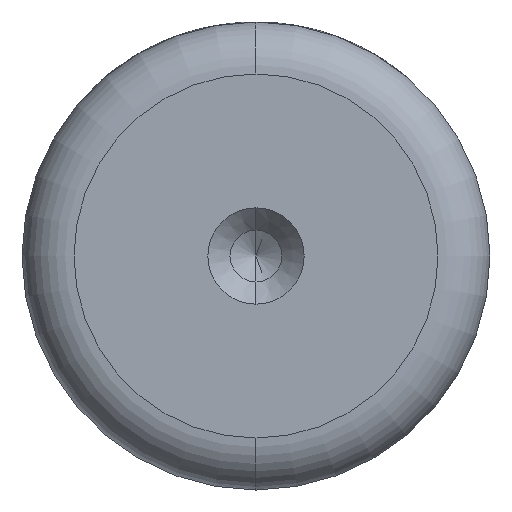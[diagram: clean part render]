
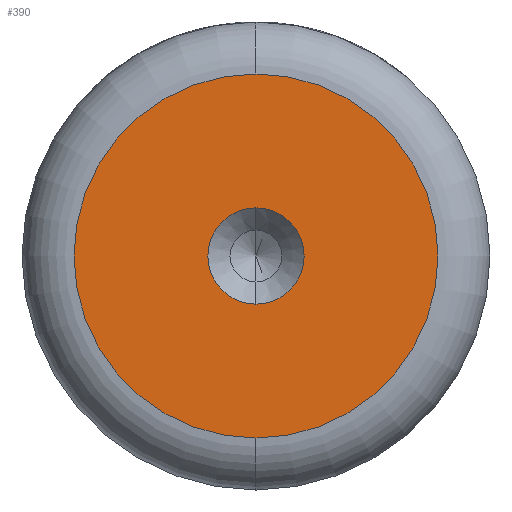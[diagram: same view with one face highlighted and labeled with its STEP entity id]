
A CAD part, left-side view. The second image highlights one B-rep face of the part: STEP entity #390.
In plain terms, the highlighted planar face has unit normal (-1, 0, 0).
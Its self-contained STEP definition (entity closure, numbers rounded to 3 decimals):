
#37 = AXIS2_PLACEMENT_3D ( 'NONE', #289, #705, #72 ) ;
#48 = CARTESIAN_POINT ( 'NONE',  ( 0., 0., 1.85 ) ) ;
#72 = DIRECTION ( 'NONE',  ( 0., 0., 1. ) ) ;
#74 = EDGE_LOOP ( 'NONE', ( #832, #237 ) ) ;
#101 = DIRECTION ( 'NONE',  ( -1., 0., 0. ) ) ;
#213 = ORIENTED_EDGE ( 'NONE', *, *, #488, .T. ) ;
#220 = DIRECTION ( 'NONE',  ( -1., 0., 0. ) ) ;
#234 = VERTEX_POINT ( 'NONE', #684 ) ;
#237 = ORIENTED_EDGE ( 'NONE', *, *, #1123, .F. ) ;
#239 = VERTEX_POINT ( 'NONE', #48 ) ;
#251 = FACE_BOUND ( 'NONE', #74, .T. ) ;
#287 = VERTEX_POINT ( 'NONE', #908 ) ;
#289 = CARTESIAN_POINT ( 'NONE',  ( 0., 0., 0. ) ) ;
#390 = ADVANCED_FACE ( 'NONE', ( #251, #547 ), #1333, .T. ) ;
#467 = CIRCLE ( 'NONE', #1054, 7. ) ;
#473 = CARTESIAN_POINT ( 'NONE',  ( 0., 0., 7. ) ) ;
#488 = EDGE_CURVE ( 'NONE', #798, #234, #467, .T. ) ;
#539 = CARTESIAN_POINT ( 'NONE',  ( 0., 0., 0. ) ) ;
#547 = FACE_OUTER_BOUND ( 'NONE', #1249, .T. ) ;
#609 = EDGE_CURVE ( 'NONE', #239, #287, #918, .T. ) ;
#615 = DIRECTION ( 'NONE',  ( -1., 0., 0. ) ) ;
#632 = EDGE_CURVE ( 'NONE', #234, #798, #891, .T. ) ;
#639 = DIRECTION ( 'NONE',  ( 0., 0., 1. ) ) ;
#684 = CARTESIAN_POINT ( 'NONE',  ( 0., 0., -7. ) ) ;
#705 = DIRECTION ( 'NONE',  ( -1., 0., 0. ) ) ;
#730 = CARTESIAN_POINT ( 'NONE',  ( 0., 0., 0. ) ) ;
#798 = VERTEX_POINT ( 'NONE', #473 ) ;
#803 = AXIS2_PLACEMENT_3D ( 'NONE', #539, #1263, #639 ) ;
#832 = ORIENTED_EDGE ( 'NONE', *, *, #609, .F. ) ;
#839 = DIRECTION ( 'NONE',  ( 0., 0., 1. ) ) ;
#842 = AXIS2_PLACEMENT_3D ( 'NONE', #855, #220, #956 ) ;
#855 = CARTESIAN_POINT ( 'NONE',  ( 0., 0., 0. ) ) ;
#891 = CIRCLE ( 'NONE', #842, 7. ) ;
#908 = CARTESIAN_POINT ( 'NONE',  ( 0., 0., -1.85 ) ) ;
#918 = CIRCLE ( 'NONE', #803, 1.85 ) ;
#931 = AXIS2_PLACEMENT_3D ( 'NONE', #730, #101, #839 ) ;
#956 = DIRECTION ( 'NONE',  ( 0., 0., 1. ) ) ;
#998 = ORIENTED_EDGE ( 'NONE', *, *, #632, .T. ) ;
#1054 = AXIS2_PLACEMENT_3D ( 'NONE', #1245, #615, #1346 ) ;
#1123 = EDGE_CURVE ( 'NONE', #287, #239, #1322, .T. ) ;
#1245 = CARTESIAN_POINT ( 'NONE',  ( 0., 0., 0. ) ) ;
#1249 = EDGE_LOOP ( 'NONE', ( #213, #998 ) ) ;
#1263 = DIRECTION ( 'NONE',  ( -1., 0., 0. ) ) ;
#1322 = CIRCLE ( 'NONE', #931, 1.85 ) ;
#1333 = PLANE ( 'NONE',  #37 ) ;
#1346 = DIRECTION ( 'NONE',  ( 0., 0., 1. ) ) ;
